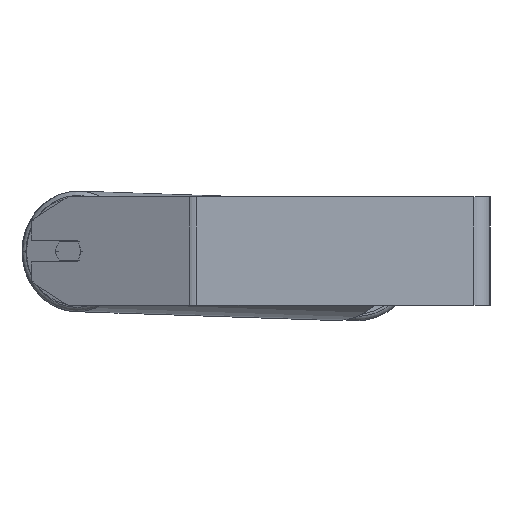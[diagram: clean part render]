
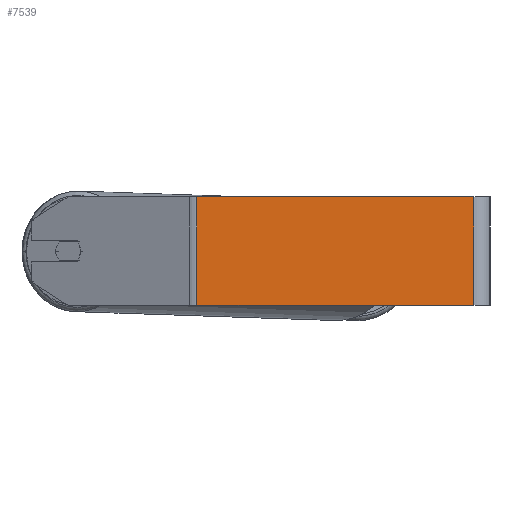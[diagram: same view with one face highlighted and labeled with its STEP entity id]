
A CAD part, left-side view. The second image highlights one B-rep face of the part: STEP entity #7539.
In plain terms, the highlighted planar face has unit normal (-1, 0, 0).
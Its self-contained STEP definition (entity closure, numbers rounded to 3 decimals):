
#604 = ORIENTED_EDGE ( 'NONE', *, *, #7670, .T. ) ;
#637 = DIRECTION ( 'NONE',  ( 1., 0., 0. ) ) ;
#914 = CARTESIAN_POINT ( 'NONE',  ( -745., 218.934, 40. ) ) ;
#1125 = DIRECTION ( 'NONE',  ( 0., 0., -1. ) ) ;
#1429 = VECTOR ( 'NONE', #3940, 1000. ) ;
#1496 = CARTESIAN_POINT ( 'NONE',  ( -745., 216.274, -40. ) ) ;
#1737 = CARTESIAN_POINT ( 'NONE',  ( -745., 216.274, 40. ) ) ;
#1890 = CARTESIAN_POINT ( 'NONE',  ( -745., 12., 40. ) ) ;
#1919 = VERTEX_POINT ( 'NONE', #3304 ) ;
#2075 = CARTESIAN_POINT ( 'NONE',  ( -745., 12., -40. ) ) ;
#2857 = DIRECTION ( 'NONE',  ( 0., -1., 0. ) ) ;
#3196 = CARTESIAN_POINT ( 'NONE',  ( -745., 218.934, -40. ) ) ;
#3304 = CARTESIAN_POINT ( 'NONE',  ( -745., 12., 40. ) ) ;
#3940 = DIRECTION ( 'NONE',  ( 0., 0., -1. ) ) ;
#4007 = LINE ( 'NONE', #3196, #7213 ) ;
#4153 = ORIENTED_EDGE ( 'NONE', *, *, #4738, .F. ) ;
#4523 = AXIS2_PLACEMENT_3D ( 'NONE', #4630, #637, #1125 ) ;
#4550 = VERTEX_POINT ( 'NONE', #1496 ) ;
#4614 = DIRECTION ( 'NONE',  ( 0., -1., 0. ) ) ;
#4630 = CARTESIAN_POINT ( 'NONE',  ( -745., 218.934, 40. ) ) ;
#4738 = EDGE_CURVE ( 'NONE', #1919, #5310, #5183, .T. ) ;
#4931 = VECTOR ( 'NONE', #5317, 1000. ) ;
#5183 = LINE ( 'NONE', #1890, #1429 ) ;
#5310 = VERTEX_POINT ( 'NONE', #2075 ) ;
#5317 = DIRECTION ( 'NONE',  ( 0., 0., -1. ) ) ;
#5476 = ORIENTED_EDGE ( 'NONE', *, *, #8682, .F. ) ;
#5656 = LINE ( 'NONE', #914, #5663 ) ;
#5663 = VECTOR ( 'NONE', #2857, 1000. ) ;
#6116 = LINE ( 'NONE', #8633, #4931 ) ;
#6715 = EDGE_CURVE ( 'NONE', #7381, #4550, #6116, .T. ) ;
#7213 = VECTOR ( 'NONE', #4614, 1000. ) ;
#7381 = VERTEX_POINT ( 'NONE', #1737 ) ;
#7432 = ORIENTED_EDGE ( 'NONE', *, *, #6715, .T. ) ;
#7539 = ADVANCED_FACE ( 'NONE', ( #8037 ), #8707, .F. ) ;
#7670 = EDGE_CURVE ( 'NONE', #4550, #5310, #4007, .T. ) ;
#8037 = FACE_OUTER_BOUND ( 'NONE', #8508, .T. ) ;
#8508 = EDGE_LOOP ( 'NONE', ( #604, #4153, #5476, #7432 ) ) ;
#8633 = CARTESIAN_POINT ( 'NONE',  ( -745., 216.274, 40. ) ) ;
#8682 = EDGE_CURVE ( 'NONE', #7381, #1919, #5656, .T. ) ;
#8707 = PLANE ( 'NONE',  #4523 ) ;
